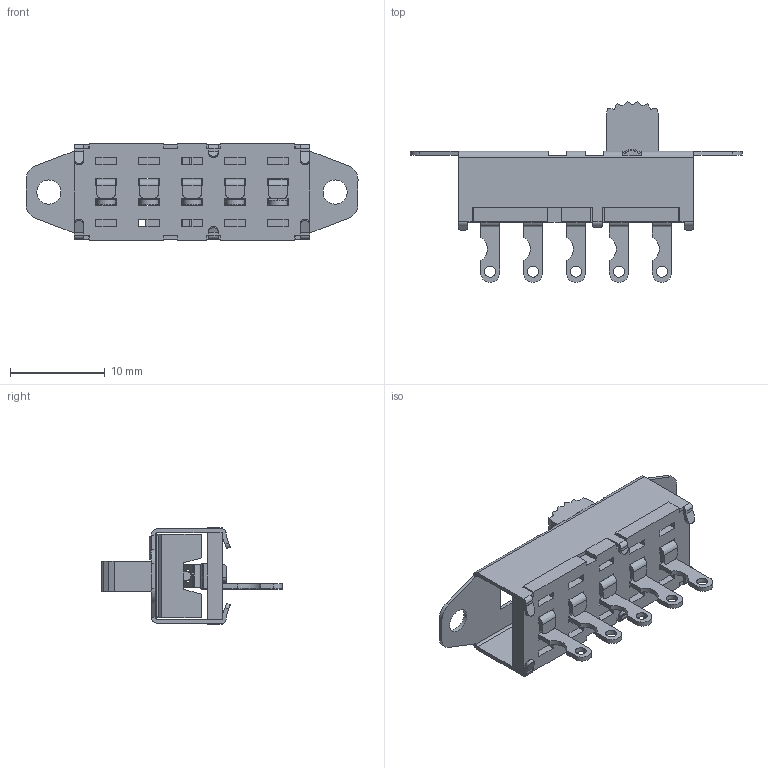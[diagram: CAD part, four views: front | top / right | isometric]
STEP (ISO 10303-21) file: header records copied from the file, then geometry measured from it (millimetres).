
FILE_DESCRIPTION(/* description */ (''),/* implementation_level */ '2;1');
FILE_NAME(/* name */ 'G-140S-0000_3D Model.stp',/* time_stamp */ '2023-10-02T10:06:00-04:00',/* author */ ('dwiltbank'),/* organization */ (''),/* preprocessor_version */ 'ST-DEVELOPER v19.2',/* originating_system */ 'Autodesk Inventor 2024',/* authorisation */ '');
FILE_SCHEMA (('AUTOMOTIVE_DESIGN { 1 0 10303 214 3 1 1 }'));
Length unit declared in the file: inch
Products named in the file (1): G-140S-0000_Shrinkwrap_1
Bounding box: 34.98 x 19.05 x 10.16 mm (x, y, z)
Volume: 1084.8 mm3; surface area: 2882.7 mm2
Topology: 1 solids, 1 shells, 569 faces, 1738 edges, 1131 vertices
Faces by surface type: plane 406, cylinder 159, bspline 4
Full cylindrical faces by diameter (mm): 1.168 x5, 1.6 x2, 2.54 x2
Entity records: 20170 total; most frequent: CARTESIAN_POINT 3543, ORIENTED_EDGE 3476, DIRECTION 3188, EDGE_CURVE 1738, LINE 1396, VECTOR 1396, VERTEX_POINT 1131, AXIS2_PLACEMENT_3D 896
